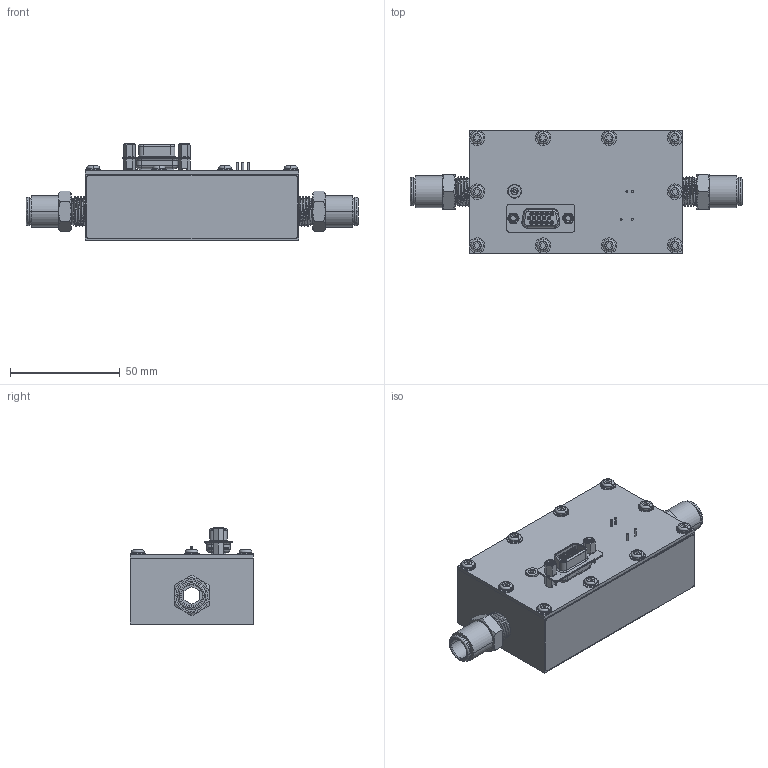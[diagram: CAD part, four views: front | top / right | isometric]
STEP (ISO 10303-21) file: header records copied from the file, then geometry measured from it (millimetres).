
FILE_DESCRIPTION (( 'STEP AP214' ), '1' );
FILE_NAME ('88202500-O2 Sensor.STEP', '2017-10-26T15:54:51', ( '' ), ( '' ), 'SwSTEP 2.0', 'SolidWorks 2017', '' );
FILE_SCHEMA (( 'AUTOMOTIVE_DESIGN' ));
Length unit declared in the file: millimetre
Products named in the file (1): 88202500-O2 Sensor
Bounding box: 151 x 56.25 x 43.69 mm (x, y, z)
Volume: 108495.5 mm3; surface area: 59379.5 mm2
Topology: 80 solids, 80 shells, 2983 faces, 7886 edges, 5074 vertices
Faces by surface type: bspline 1287, cylinder 702, plane 530, cone 414, torus 50
Entity records: 196314 total; most frequent: CARTESIAN_POINT 101934, ORIENTED_EDGE 15686, DIRECTION 7894, EDGE_CURVE 7843, VERTEX_POINT 5074, B_SPLINE_CURVE_WITH_KNOTS 4081, EDGE_LOOP 3167, UNCERTAINTY_MEASURE_WITH_UNIT 3065
